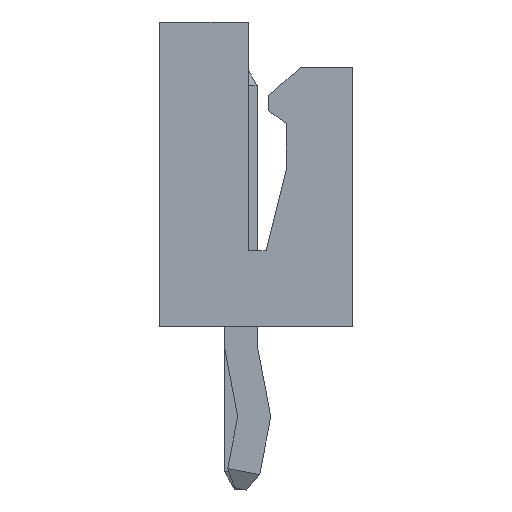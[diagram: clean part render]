
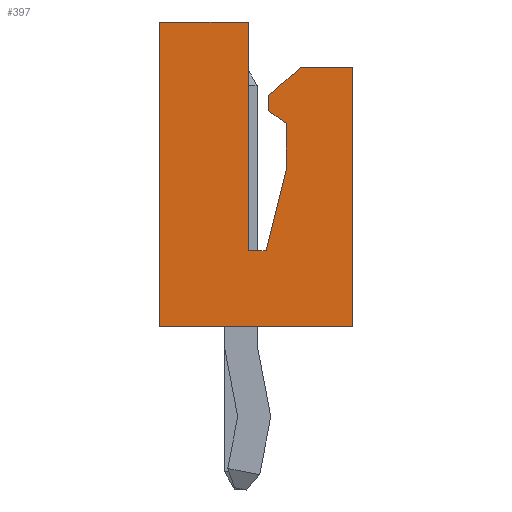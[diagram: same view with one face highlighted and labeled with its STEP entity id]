
A CAD part, left-side view. The second image highlights one B-rep face of the part: STEP entity #397.
In plain terms, the highlighted planar face has unit normal (-1, 0, 0).
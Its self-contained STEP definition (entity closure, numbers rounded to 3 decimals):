
#397 = ADVANCED_FACE( '', ( #901 ), #902, .T. );
#901 = FACE_OUTER_BOUND( '', #1571, .T. );
#902 = PLANE( '', #1572 );
#1571 = EDGE_LOOP( '', ( #2355, #2356, #2357, #2358, #2359, #2360, #2361, #2362, #2363, #2364, #2365, #2366 ) );
#1572 = AXIS2_PLACEMENT_3D( '', #2367, #2368, #2369 );
#2355 = ORIENTED_EDGE( '', *, *, #4252, .F. );
#2356 = ORIENTED_EDGE( '', *, *, #4253, .T. );
#2357 = ORIENTED_EDGE( '', *, *, #4254, .F. );
#2358 = ORIENTED_EDGE( '', *, *, #4255, .F. );
#2359 = ORIENTED_EDGE( '', *, *, #4135, .T. );
#2360 = ORIENTED_EDGE( '', *, *, #4256, .F. );
#2361 = ORIENTED_EDGE( '', *, *, #4257, .F. );
#2362 = ORIENTED_EDGE( '', *, *, #4258, .F. );
#2363 = ORIENTED_EDGE( '', *, *, #4259, .F. );
#2364 = ORIENTED_EDGE( '', *, *, #4260, .F. );
#2365 = ORIENTED_EDGE( '', *, *, #4261, .F. );
#2366 = ORIENTED_EDGE( '', *, *, #4262, .F. );
#2367 = CARTESIAN_POINT( '', ( -11.25, -1.9, -3. ) );
#2368 = DIRECTION( '', ( -1., 0., 0. ) );
#2369 = DIRECTION( '', ( 0., 0., 1. ) );
#4135 = EDGE_CURVE( '', #4918, #4916, #4919, .T. );
#4252 = EDGE_CURVE( '', #5121, #5122, #5123, .T. );
#4253 = EDGE_CURVE( '', #5121, #5124, #5125, .T. );
#4254 = EDGE_CURVE( '', #5126, #5124, #5127, .T. );
#4255 = EDGE_CURVE( '', #4918, #5126, #5128, .T. );
#4256 = EDGE_CURVE( '', #5129, #4916, #5130, .T. );
#4257 = EDGE_CURVE( '', #5131, #5129, #5132, .T. );
#4258 = EDGE_CURVE( '', #5133, #5131, #5134, .T. );
#4259 = EDGE_CURVE( '', #5135, #5133, #5136, .T. );
#4260 = EDGE_CURVE( '', #5137, #5135, #5138, .T. );
#4261 = EDGE_CURVE( '', #5139, #5137, #5140, .T. );
#4262 = EDGE_CURVE( '', #5122, #5139, #5141, .T. );
#4916 = VERTEX_POINT( '', #6069 );
#4918 = VERTEX_POINT( '', #6072 );
#4919 = LINE( '', #6073, #6074 );
#5121 = VERTEX_POINT( '', #6368 );
#5122 = VERTEX_POINT( '', #6369 );
#5123 = LINE( '', #6370, #6371 );
#5124 = VERTEX_POINT( '', #6372 );
#5125 = LINE( '', #6373, #6374 );
#5126 = VERTEX_POINT( '', #6375 );
#5127 = LINE( '', #6376, #6377 );
#5128 = LINE( '', #6378, #6379 );
#5129 = VERTEX_POINT( '', #6380 );
#5130 = LINE( '', #6381, #6382 );
#5131 = VERTEX_POINT( '', #6383 );
#5132 = LINE( '', #6384, #6385 );
#5133 = VERTEX_POINT( '', #6386 );
#5134 = LINE( '', #6387, #6388 );
#5135 = VERTEX_POINT( '', #6389 );
#5136 = LINE( '', #6390, #6391 );
#5137 = VERTEX_POINT( '', #6392 );
#5138 = LINE( '', #6393, #6394 );
#5139 = VERTEX_POINT( '', #6395 );
#5140 = LINE( '', #6396, #6397 );
#5141 = LINE( '', #6398, #6399 );
#6069 = CARTESIAN_POINT( '', ( -11.25, -1.9, 2.1 ) );
#6072 = CARTESIAN_POINT( '', ( -11.25, -1.9, -3. ) );
#6073 = CARTESIAN_POINT( '', ( -11.25, -1.9, -3. ) );
#6074 = VECTOR( '', #7764, 1000. );
#6368 = CARTESIAN_POINT( '', ( -11.25, 0.15, 3. ) );
#6369 = CARTESIAN_POINT( '', ( -11.25, 0.15, -1.5 ) );
#6370 = CARTESIAN_POINT( '', ( -11.25, 0.15, -1.5 ) );
#6371 = VECTOR( '', #7857, 1000. );
#6372 = CARTESIAN_POINT( '', ( -11.25, 1.9, 3. ) );
#6373 = CARTESIAN_POINT( '', ( -11.25, -1.9, 3. ) );
#6374 = VECTOR( '', #7858, 1000. );
#6375 = CARTESIAN_POINT( '', ( -11.25, 1.9, -3. ) );
#6376 = CARTESIAN_POINT( '', ( -11.25, 1.9, -3. ) );
#6377 = VECTOR( '', #7859, 1000. );
#6378 = CARTESIAN_POINT( '', ( -11.25, -1.9, -3. ) );
#6379 = VECTOR( '', #7860, 1000. );
#6380 = CARTESIAN_POINT( '', ( -11.25, -0.87, 2.1 ) );
#6381 = CARTESIAN_POINT( '', ( -11.25, -0.87, 2.1 ) );
#6382 = VECTOR( '', #7861, 1000. );
#6383 = CARTESIAN_POINT( '', ( -11.25, -0.25, 1.55 ) );
#6384 = CARTESIAN_POINT( '', ( -11.25, -0.25, 1.55 ) );
#6385 = VECTOR( '', #7862, 1000. );
#6386 = CARTESIAN_POINT( '', ( -11.25, -0.25, 1.25 ) );
#6387 = CARTESIAN_POINT( '', ( -11.25, -0.25, 1.55 ) );
#6388 = VECTOR( '', #7863, 1000. );
#6389 = CARTESIAN_POINT( '', ( -11.25, -0.6, 1. ) );
#6390 = CARTESIAN_POINT( '', ( -11.25, -0.25, 1.25 ) );
#6391 = VECTOR( '', #7864, 1000. );
#6392 = CARTESIAN_POINT( '', ( -11.25, -0.6, 0.1 ) );
#6393 = CARTESIAN_POINT( '', ( -11.25, -0.6, 1. ) );
#6394 = VECTOR( '', #7865, 1000. );
#6395 = CARTESIAN_POINT( '', ( -11.25, -0.2, -1.5 ) );
#6396 = CARTESIAN_POINT( '', ( -11.25, -0.2, -1.5 ) );
#6397 = VECTOR( '', #7866, 1000. );
#6398 = CARTESIAN_POINT( '', ( -11.25, 0.15, -1.5 ) );
#6399 = VECTOR( '', #7867, 1000. );
#7764 = DIRECTION( '', ( 0., 0., 1. ) );
#7857 = DIRECTION( '', ( 0., 0., -1. ) );
#7858 = DIRECTION( '', ( 0., 1., 0. ) );
#7859 = DIRECTION( '', ( 0., 0., 1. ) );
#7860 = DIRECTION( '', ( 0., 1., 0. ) );
#7861 = DIRECTION( '', ( 0., -1., 0. ) );
#7862 = DIRECTION( '', ( 0., -0.748, 0.664 ) );
#7863 = DIRECTION( '', ( 0., 0., 1. ) );
#7864 = DIRECTION( '', ( 0., 0.814, 0.581 ) );
#7865 = DIRECTION( '', ( 0., 0., 1. ) );
#7866 = DIRECTION( '', ( 0., -0.243, 0.97 ) );
#7867 = DIRECTION( '', ( 0., -1., 0. ) );
